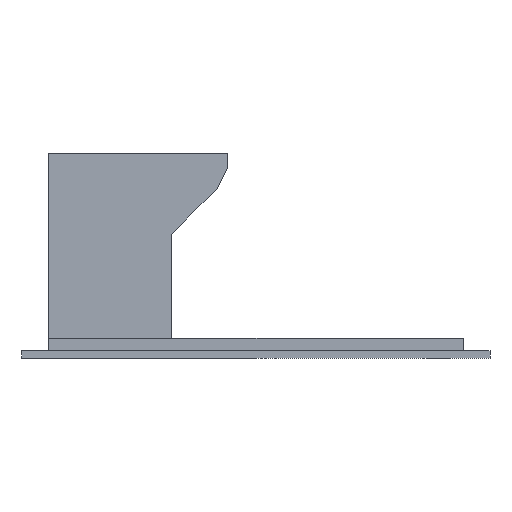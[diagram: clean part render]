
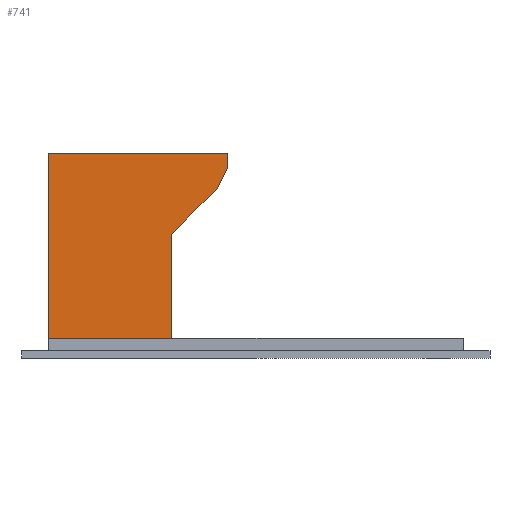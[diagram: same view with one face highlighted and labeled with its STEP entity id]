
A CAD part, left-side view. The second image highlights one B-rep face of the part: STEP entity #741.
In plain terms, the highlighted planar face has unit normal (-1, 0, 0).
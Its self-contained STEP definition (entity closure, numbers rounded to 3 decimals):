
#24 = CARTESIAN_POINT ( 'NONE',  ( -86.45, 59.584, -13.54 ) ) ;
#71 = CARTESIAN_POINT ( 'NONE',  ( -86.45, 83.248, 8.45 ) ) ;
#82 = ORIENTED_EDGE ( 'NONE', *, *, #562, .T. ) ;
#88 = LINE ( 'NONE', #1382, #409 ) ;
#108 = DIRECTION ( 'NONE',  ( -1., 0., 0. ) ) ;
#135 = ORIENTED_EDGE ( 'NONE', *, *, #831, .T. ) ;
#151 = DIRECTION ( 'NONE',  ( 0., 0., 1. ) ) ;
#171 = DIRECTION ( 'NONE',  ( 0., 0., 1. ) ) ;
#196 = ORIENTED_EDGE ( 'NONE', *, *, #503, .T. ) ;
#315 = VERTEX_POINT ( 'NONE', #698 ) ;
#318 = EDGE_CURVE ( 'NONE', #1319, #315, #1347, .T. ) ;
#376 = VECTOR ( 'NONE', #1573, 1000. ) ;
#377 = CARTESIAN_POINT ( 'NONE',  ( -86.45, 83.248, 8.45 ) ) ;
#381 = DIRECTION ( 'NONE',  ( 0., -1., 0. ) ) ;
#409 = VECTOR ( 'NONE', #381, 1000. ) ;
#431 = VERTEX_POINT ( 'NONE', #814 ) ;
#436 = ORIENTED_EDGE ( 'NONE', *, *, #1334, .T. ) ;
#474 = LINE ( 'NONE', #1746, #2045 ) ;
#503 = EDGE_CURVE ( 'NONE', #315, #1089, #844, .T. ) ;
#562 = EDGE_CURVE ( 'NONE', #1407, #1319, #88, .T. ) ;
#579 = CARTESIAN_POINT ( 'NONE',  ( -86.45, 35.928, 13.2 ) ) ;
#673 = DIRECTION ( 'NONE',  ( 0., -0.447, 0.894 ) ) ;
#696 = DIRECTION ( 'NONE',  ( 0., 1., 0. ) ) ;
#698 = CARTESIAN_POINT ( 'NONE',  ( -86.45, 35.928, 53.048 ) ) ;
#741 = ADVANCED_FACE ( 'NONE', ( #1092 ), #1761, .T. ) ;
#787 = VERTEX_POINT ( 'NONE', #1169 ) ;
#793 = VECTOR ( 'NONE', #2048, 1000. ) ;
#814 = CARTESIAN_POINT ( 'NONE',  ( -86.45, 12.152, 87.325 ) ) ;
#819 = AXIS2_PLACEMENT_3D ( 'NONE', #1607, #108, #151 ) ;
#831 = EDGE_CURVE ( 'NONE', #2093, #1407, #1440, .T. ) ;
#833 = LINE ( 'NONE', #1812, #1234 ) ;
#841 = ORIENTED_EDGE ( 'NONE', *, *, #1991, .T. ) ;
#844 = LINE ( 'NONE', #1309, #2076 ) ;
#910 = ORIENTED_EDGE ( 'NONE', *, *, #318, .T. ) ;
#950 = VERTEX_POINT ( 'NONE', #1862 ) ;
#1089 = VERTEX_POINT ( 'NONE', #1301 ) ;
#1092 = FACE_OUTER_BOUND ( 'NONE', #1813, .T. ) ;
#1151 = EDGE_CURVE ( 'NONE', #950, #431, #1816, .T. ) ;
#1154 = VECTOR ( 'NONE', #171, 1000. ) ;
#1166 = CARTESIAN_POINT ( 'NONE',  ( -86.45, 12.152, 13.2 ) ) ;
#1169 = CARTESIAN_POINT ( 'NONE',  ( -86.45, 88.506, 8.45 ) ) ;
#1207 = CARTESIAN_POINT ( 'NONE',  ( -86.45, 35.928, 3.2 ) ) ;
#1234 = VECTOR ( 'NONE', #696, 1000. ) ;
#1301 = CARTESIAN_POINT ( 'NONE',  ( -86.45, 16.652, 72.325 ) ) ;
#1309 = CARTESIAN_POINT ( 'NONE',  ( -86.45, 94.421, -5.444 ) ) ;
#1319 = VERTEX_POINT ( 'NONE', #1207 ) ;
#1334 = EDGE_CURVE ( 'NONE', #1930, #787, #1690, .T. ) ;
#1347 = LINE ( 'NONE', #579, #1602 ) ;
#1373 = EDGE_CURVE ( 'NONE', #787, #2093, #474, .T. ) ;
#1382 = CARTESIAN_POINT ( 'NONE',  ( -86.45, 113.065, 3.2 ) ) ;
#1394 = CARTESIAN_POINT ( 'NONE',  ( -86.45, 88.506, 13.2 ) ) ;
#1407 = VERTEX_POINT ( 'NONE', #1778 ) ;
#1440 = LINE ( 'NONE', #71, #376 ) ;
#1467 = ORIENTED_EDGE ( 'NONE', *, *, #1151, .T. ) ;
#1573 = DIRECTION ( 'NONE',  ( 0., 0., -1. ) ) ;
#1602 = VECTOR ( 'NONE', #1711, 1000. ) ;
#1607 = CARTESIAN_POINT ( 'NONE',  ( -86.45, 0., 0. ) ) ;
#1618 = DIRECTION ( 'NONE',  ( 0., -0.707, 0.707 ) ) ;
#1635 = VECTOR ( 'NONE', #673, 1000. ) ;
#1690 = LINE ( 'NONE', #1394, #793 ) ;
#1711 = DIRECTION ( 'NONE',  ( 0., 0., 1. ) ) ;
#1746 = CARTESIAN_POINT ( 'NONE',  ( -86.45, 0., 8.45 ) ) ;
#1761 = PLANE ( 'NONE',  #819 ) ;
#1778 = CARTESIAN_POINT ( 'NONE',  ( -86.45, 83.248, 3.2 ) ) ;
#1791 = LINE ( 'NONE', #24, #1635 ) ;
#1812 = CARTESIAN_POINT ( 'NONE',  ( -86.45, 113.065, 87.325 ) ) ;
#1813 = EDGE_LOOP ( 'NONE', ( #1968, #1467, #841, #436, #1920, #135, #82, #910, #196 ) ) ;
#1816 = LINE ( 'NONE', #1166, #1154 ) ;
#1862 = CARTESIAN_POINT ( 'NONE',  ( -86.45, 12.152, 81.325 ) ) ;
#1920 = ORIENTED_EDGE ( 'NONE', *, *, #1373, .T. ) ;
#1930 = VERTEX_POINT ( 'NONE', #1984 ) ;
#1934 = DIRECTION ( 'NONE',  ( 0., -1., 0. ) ) ;
#1963 = EDGE_CURVE ( 'NONE', #1089, #950, #1791, .T. ) ;
#1968 = ORIENTED_EDGE ( 'NONE', *, *, #1963, .T. ) ;
#1984 = CARTESIAN_POINT ( 'NONE',  ( -86.45, 88.506, 87.325 ) ) ;
#1991 = EDGE_CURVE ( 'NONE', #431, #1930, #833, .T. ) ;
#2045 = VECTOR ( 'NONE', #1934, 1000. ) ;
#2048 = DIRECTION ( 'NONE',  ( 0., 0., -1. ) ) ;
#2076 = VECTOR ( 'NONE', #1618, 1000. ) ;
#2093 = VERTEX_POINT ( 'NONE', #377 ) ;
